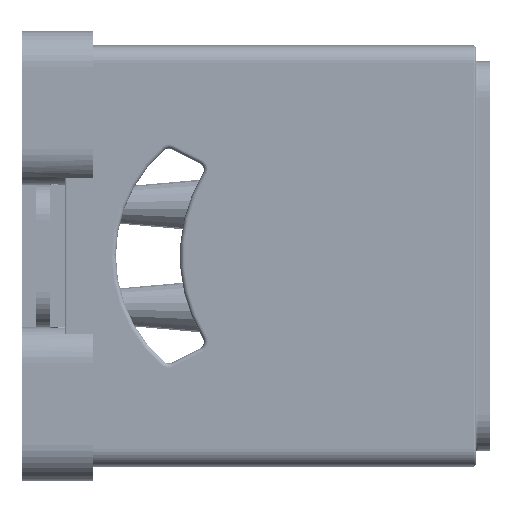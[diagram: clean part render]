
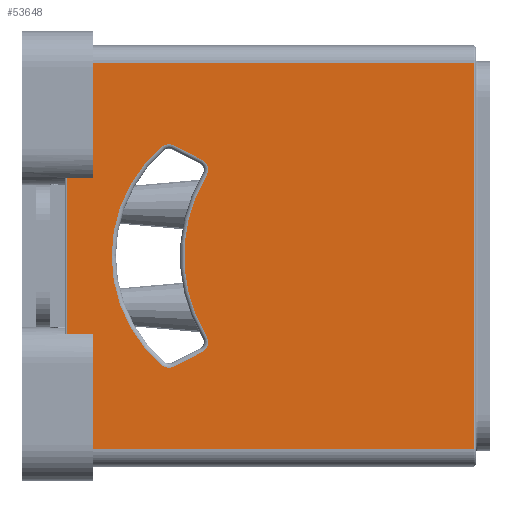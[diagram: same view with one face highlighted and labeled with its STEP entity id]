
A CAD part, left-side view. The second image highlights one B-rep face of the part: STEP entity #53648.
In plain terms, the highlighted planar face has unit normal (-1, 0, 0).
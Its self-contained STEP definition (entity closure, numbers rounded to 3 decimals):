
#5536 = AXIS2_PLACEMENT_3D ( 'NONE', #37225, #37221, #37232 ) ;
#6319 = CARTESIAN_POINT ( 'NONE',  ( -198., 287.5, -135.5 ) ) ;
#6330 = CARTESIAN_POINT ( 'NONE',  ( -198., 192.54, -67.669 ) ) ;
#6339 = CARTESIAN_POINT ( 'NONE',  ( -198., 189.318, 56.41 ) ) ;
#6353 = CARTESIAN_POINT ( 'NONE',  ( -198., 221.067, -76.586 ) ) ;
#6388 = CARTESIAN_POINT ( 'NONE',  ( -198., 189.318, -56.41 ) ) ;
#6395 = CARTESIAN_POINT ( 'NONE',  ( -198., 287.5, 135.5 ) ) ;
#6439 = CARTESIAN_POINT ( 'NONE',  ( -198., 1.5, -135.5 ) ) ;
#6643 = CARTESIAN_POINT ( 'NONE',  ( -198., 212.193, 77.674 ) ) ;
#6647 = CARTESIAN_POINT ( 'NONE',  ( -198., 192.54, 67.669 ) ) ;
#6652 = CARTESIAN_POINT ( 'NONE',  ( -198., 212.193, -77.674 ) ) ;
#6654 = CARTESIAN_POINT ( 'NONE',  ( -198., 221.067, 76.586 ) ) ;
#34777 = FACE_BOUND ( 'NONE', #39009, .T. ) ;
#34783 = FACE_OUTER_BOUND ( 'NONE', #39033, .T. ) ;
#37221 = DIRECTION ( 'NONE',  ( 1., 0., 0. ) ) ;
#37225 = CARTESIAN_POINT ( 'NONE',  ( -198., 289., 135.5 ) ) ;
#37229 = PLANE ( 'NONE',  #5536 ) ;
#37232 = DIRECTION ( 'NONE',  ( 0., 0., -1. ) ) ;
#39009 = EDGE_LOOP ( 'NONE', ( #44831, #44832, #44833, #44834, #44835, #44836, #44837, #44838 ) ) ;
#39033 = EDGE_LOOP ( 'NONE', ( #44839, #44840, #44841, #44842 ) ) ;
#39762 = VERTEX_POINT ( 'NONE', #56129 ) ;
#44831 = ORIENTED_EDGE ( 'NONE', *, *, #45729, .T. ) ;
#44832 = ORIENTED_EDGE ( 'NONE', *, *, #45730, .T. ) ;
#44833 = ORIENTED_EDGE ( 'NONE', *, *, #45731, .T. ) ;
#44834 = ORIENTED_EDGE ( 'NONE', *, *, #45732, .T. ) ;
#44835 = ORIENTED_EDGE ( 'NONE', *, *, #45733, .T. ) ;
#44836 = ORIENTED_EDGE ( 'NONE', *, *, #45734, .T. ) ;
#44837 = ORIENTED_EDGE ( 'NONE', *, *, #45735, .T. ) ;
#44838 = ORIENTED_EDGE ( 'NONE', *, *, #45736, .T. ) ;
#44839 = ORIENTED_EDGE ( 'NONE', *, *, #45737, .F. ) ;
#44840 = ORIENTED_EDGE ( 'NONE', *, *, #45738, .T. ) ;
#44841 = ORIENTED_EDGE ( 'NONE', *, *, #45726, .T. ) ;
#44842 = ORIENTED_EDGE ( 'NONE', *, *, #45739, .T. ) ;
#45726 = EDGE_CURVE ( 'NONE', #47110, #47230, #74286, .T. ) ;
#45729 = EDGE_CURVE ( 'NONE', #47130, #47179, #74293, .T. ) ;
#45730 = EDGE_CURVE ( 'NONE', #47179, #47121, #74289, .T. ) ;
#45731 = EDGE_CURVE ( 'NONE', #47121, #47444, #74296, .T. ) ;
#45732 = EDGE_CURVE ( 'NONE', #47444, #47144, #74297, .T. ) ;
#45733 = EDGE_CURVE ( 'NONE', #47144, #47446, #74301, .T. ) ;
#45734 = EDGE_CURVE ( 'NONE', #47446, #47435, #74302, .T. ) ;
#45735 = EDGE_CURVE ( 'NONE', #47435, #47439, #74303, .T. ) ;
#45736 = EDGE_CURVE ( 'NONE', #47439, #47130, #74305, .T. ) ;
#45737 = EDGE_CURVE ( 'NONE', #47186, #39762, #74307, .T. ) ;
#45738 = EDGE_CURVE ( 'NONE', #47186, #47110, #74295, .T. ) ;
#45739 = EDGE_CURVE ( 'NONE', #47230, #39762, #74311, .T. ) ;
#47110 = VERTEX_POINT ( 'NONE', #6319 ) ;
#47121 = VERTEX_POINT ( 'NONE', #6330 ) ;
#47130 = VERTEX_POINT ( 'NONE', #6339 ) ;
#47144 = VERTEX_POINT ( 'NONE', #6353 ) ;
#47179 = VERTEX_POINT ( 'NONE', #6388 ) ;
#47186 = VERTEX_POINT ( 'NONE', #6395 ) ;
#47230 = VERTEX_POINT ( 'NONE', #6439 ) ;
#47435 = VERTEX_POINT ( 'NONE', #6643 ) ;
#47439 = VERTEX_POINT ( 'NONE', #6647 ) ;
#47444 = VERTEX_POINT ( 'NONE', #6652 ) ;
#47446 = VERTEX_POINT ( 'NONE', #6654 ) ;
#53648 = ADVANCED_FACE ( 'NONE', ( #34777, #34783 ), #37229, .F. ) ;
#56129 = CARTESIAN_POINT ( 'NONE',  ( -198., 1.5, 135.5 ) ) ;
#63579 = AXIS2_PLACEMENT_3D ( 'NONE', #77494, #77495, #77496 ) ;
#63581 = AXIS2_PLACEMENT_3D ( 'NONE', #77497, #77498, #77499 ) ;
#63582 = AXIS2_PLACEMENT_3D ( 'NONE', #77500, #77501, #77502 ) ;
#63584 = AXIS2_PLACEMENT_3D ( 'NONE', #77505, #77506, #77507 ) ;
#63585 = AXIS2_PLACEMENT_3D ( 'NONE', #77510, #77511, #77512 ) ;
#63587 = AXIS2_PLACEMENT_3D ( 'NONE', #77514, #77515, #77516 ) ;
#74286 = LINE ( 'NONE', #77484, #74290 ) ;
#74289 = CIRCLE ( 'NONE', #63581, 8. ) ;
#74290 = VECTOR ( 'NONE', #77485, 1000. ) ;
#74293 = CIRCLE ( 'NONE', #63579, 109.296 ) ;
#74295 = LINE ( 'NONE', #77513, #74312 ) ;
#74296 = LINE ( 'NONE', #77486, #74299 ) ;
#74297 = CIRCLE ( 'NONE', #63582, 8. ) ;
#74299 = VECTOR ( 'NONE', #77493, 1000. ) ;
#74301 = CIRCLE ( 'NONE', #63584, 101.418 ) ;
#74302 = CIRCLE ( 'NONE', #63585, 8. ) ;
#74303 = LINE ( 'NONE', #77503, #74306 ) ;
#74305 = CIRCLE ( 'NONE', #63587, 8. ) ;
#74306 = VECTOR ( 'NONE', #77504, 1000. ) ;
#74307 = LINE ( 'NONE', #77508, #74309 ) ;
#74309 = VECTOR ( 'NONE', #77509, 1000. ) ;
#74311 = LINE ( 'NONE', #77518, #74314 ) ;
#74312 = VECTOR ( 'NONE', #77517, 1000. ) ;
#74314 = VECTOR ( 'NONE', #77519, 1000. ) ;
#77484 = CARTESIAN_POINT ( 'NONE',  ( -198., 289., -135.5 ) ) ;
#77485 = DIRECTION ( 'NONE',  ( 0., -1., 0. ) ) ;
#77486 = CARTESIAN_POINT ( 'NONE',  ( -198., 187.004, -64.85 ) ) ;
#77493 = DIRECTION ( 'NONE',  ( 0., 0.891, -0.454 ) ) ;
#77494 = CARTESIAN_POINT ( 'NONE',  ( -198., 95.704, 0. ) ) ;
#77495 = DIRECTION ( 'NONE',  ( -1., 0., 0. ) ) ;
#77496 = DIRECTION ( 'NONE',  ( 0., 0., -1. ) ) ;
#77497 = CARTESIAN_POINT ( 'NONE',  ( -198., 196.17, -60.539 ) ) ;
#77498 = DIRECTION ( 'NONE',  ( 1., 0., 0. ) ) ;
#77499 = DIRECTION ( 'NONE',  ( 0., 0., -1. ) ) ;
#77500 = CARTESIAN_POINT ( 'NONE',  ( -198., 215.822, -70.544 ) ) ;
#77501 = DIRECTION ( 'NONE',  ( 1., 0., 0. ) ) ;
#77502 = DIRECTION ( 'NONE',  ( 0., 0., -1. ) ) ;
#77503 = CARTESIAN_POINT ( 'NONE',  ( -198., 296.57, 120.63 ) ) ;
#77504 = DIRECTION ( 'NONE',  ( 0., -0.891, -0.454 ) ) ;
#77505 = CARTESIAN_POINT ( 'NONE',  ( -198., 154.582, 0. ) ) ;
#77506 = DIRECTION ( 'NONE',  ( 1., 0., 0. ) ) ;
#77507 = DIRECTION ( 'NONE',  ( 0., 0., -1. ) ) ;
#77508 = CARTESIAN_POINT ( 'NONE',  ( -198., 289., 135.5 ) ) ;
#77509 = DIRECTION ( 'NONE',  ( 0., -1., 0. ) ) ;
#77510 = CARTESIAN_POINT ( 'NONE',  ( -198., 215.822, 70.544 ) ) ;
#77511 = DIRECTION ( 'NONE',  ( 1., 0., 0. ) ) ;
#77512 = DIRECTION ( 'NONE',  ( 0., 0., -1. ) ) ;
#77513 = CARTESIAN_POINT ( 'NONE',  ( -198., 287.5, -135.5 ) ) ;
#77514 = CARTESIAN_POINT ( 'NONE',  ( -198., 196.17, 60.539 ) ) ;
#77515 = DIRECTION ( 'NONE',  ( 1., 0., 0. ) ) ;
#77516 = DIRECTION ( 'NONE',  ( 0., 0., -1. ) ) ;
#77517 = DIRECTION ( 'NONE',  ( 0., 0., -1. ) ) ;
#77518 = CARTESIAN_POINT ( 'NONE',  ( -198., 1.5, 135.5 ) ) ;
#77519 = DIRECTION ( 'NONE',  ( 0., 0., 1. ) ) ;
